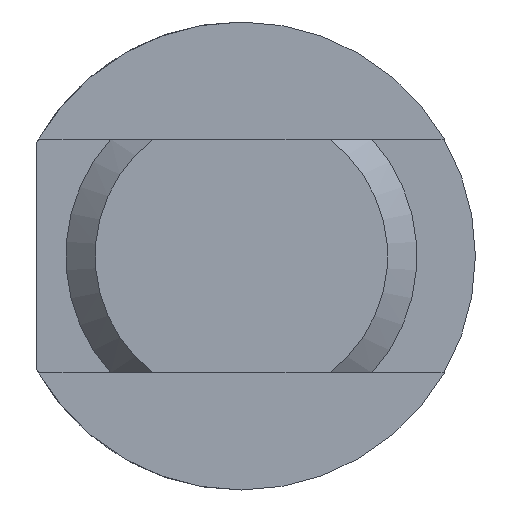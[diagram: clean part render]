
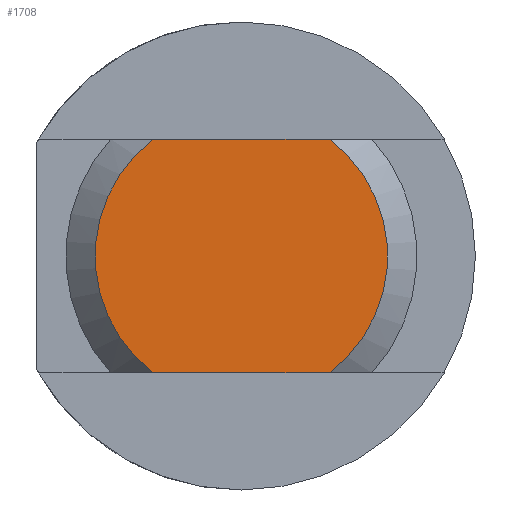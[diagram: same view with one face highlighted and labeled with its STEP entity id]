
A CAD part, left-side view. The second image highlights one B-rep face of the part: STEP entity #1708.
In plain terms, the highlighted planar face has unit normal (-1, 0, 0).
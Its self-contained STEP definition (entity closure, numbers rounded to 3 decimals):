
#19 = AXIS2_PLACEMENT_3D ( 'NONE', #1735, #1734, #1732 ) ;
#52 = AXIS2_PLACEMENT_3D ( 'NONE', #2298, #2302, #2303 ) ;
#184 = AXIS2_PLACEMENT_3D ( 'NONE', #2753, #2756, #2757 ) ;
#512 = EDGE_LOOP ( 'NONE', ( #769, #768, #767, #766 ) ) ;
#766 = ORIENTED_EDGE ( 'NONE', *, *, #1545, .T. ) ;
#767 = ORIENTED_EDGE ( 'NONE', *, *, #1542, .F. ) ;
#768 = ORIENTED_EDGE ( 'NONE', *, *, #1466, .T. ) ;
#769 = ORIENTED_EDGE ( 'NONE', *, *, #1550, .F. ) ;
#1035 = CIRCLE ( 'NONE', #19, 5. ) ;
#1098 = VERTEX_POINT ( 'NONE', #1990 ) ;
#1466 = EDGE_CURVE ( 'NONE', #1988, #2076, #1035, .T. ) ;
#1542 = EDGE_CURVE ( 'NONE', #1098, #2076, #3074, .T. ) ;
#1545 = EDGE_CURVE ( 'NONE', #1098, #2026, #3030, .T. ) ;
#1550 = EDGE_CURVE ( 'NONE', #1988, #2026, #3034, .T. ) ;
#1708 = ADVANCED_FACE ( 'NONE', ( #3289 ), #2754, .F. ) ;
#1732 = DIRECTION ( 'NONE',  ( 0., 0., -1. ) ) ;
#1734 = DIRECTION ( 'NONE',  ( -1., 0., 0. ) ) ;
#1735 = CARTESIAN_POINT ( 'NONE',  ( 0., 0., 0. ) ) ;
#1988 = VERTEX_POINT ( 'NONE', #2820 ) ;
#1990 = CARTESIAN_POINT ( 'NONE',  ( 0., 3., 4. ) ) ;
#2026 = VERTEX_POINT ( 'NONE', #2853 ) ;
#2076 = VERTEX_POINT ( 'NONE', #2903 ) ;
#2293 = CARTESIAN_POINT ( 'NONE',  ( 0., 6.928, 4. ) ) ;
#2294 = DIRECTION ( 'NONE',  ( 0., -1., 0. ) ) ;
#2298 = CARTESIAN_POINT ( 'NONE',  ( 0., 0., 0. ) ) ;
#2302 = DIRECTION ( 'NONE',  ( -1., 0., 0. ) ) ;
#2303 = DIRECTION ( 'NONE',  ( 0., 0., -1. ) ) ;
#2314 = CARTESIAN_POINT ( 'NONE',  ( 0., 6.928, -4. ) ) ;
#2315 = DIRECTION ( 'NONE',  ( 0., 1., 0. ) ) ;
#2753 = CARTESIAN_POINT ( 'NONE',  ( 0., 0., 0. ) ) ;
#2754 = PLANE ( 'NONE',  #184 ) ;
#2756 = DIRECTION ( 'NONE',  ( 1., 0., 0. ) ) ;
#2757 = DIRECTION ( 'NONE',  ( 0., 0., -1. ) ) ;
#2820 = CARTESIAN_POINT ( 'NONE',  ( 0., -3., -4. ) ) ;
#2853 = CARTESIAN_POINT ( 'NONE',  ( 0., 3., -4. ) ) ;
#2903 = CARTESIAN_POINT ( 'NONE',  ( 0., -3., 4. ) ) ;
#3030 = CIRCLE ( 'NONE', #52, 5. ) ;
#3034 = LINE ( 'NONE', #2314, #3052 ) ;
#3051 = VECTOR ( 'NONE', #2294, 1000. ) ;
#3052 = VECTOR ( 'NONE', #2315, 1000. ) ;
#3074 = LINE ( 'NONE', #2293, #3051 ) ;
#3289 = FACE_OUTER_BOUND ( 'NONE', #512, .T. ) ;
